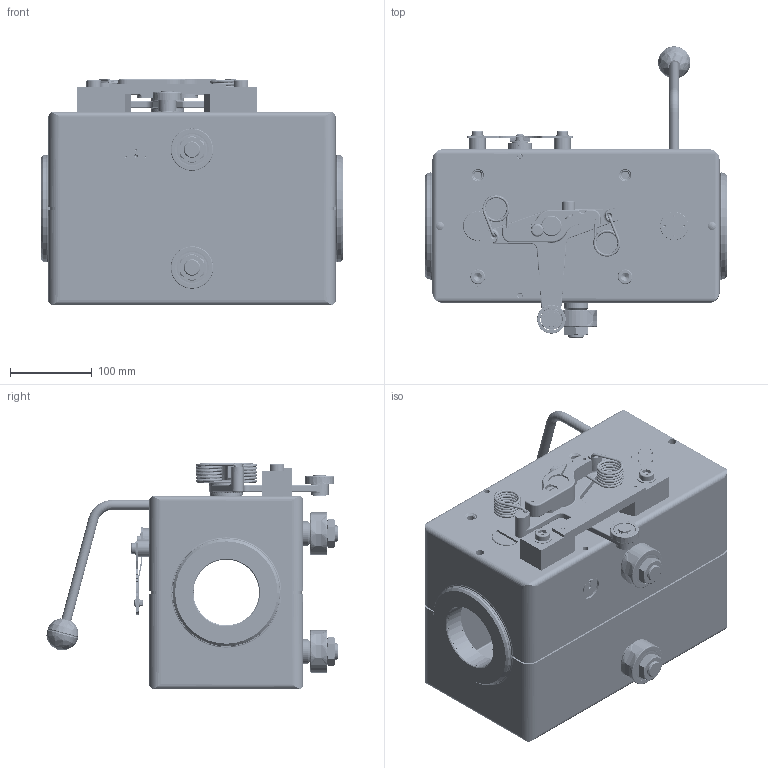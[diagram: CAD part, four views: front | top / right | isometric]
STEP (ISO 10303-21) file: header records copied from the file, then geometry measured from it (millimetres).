
FILE_DESCRIPTION (( 'STEP AP214' ), '1' );
FILE_NAME ('RG4-80-0MCRF Drehrichtung links.STEP', '2019-10-21T05:04:34', ( '' ), ( '' ), 'SwSTEP 2.0', 'SolidWorks 2019', '' );
FILE_SCHEMA (( 'AUTOMOTIVE_DESIGN' ));
Length unit declared in the file: millimetre
Products named in the file (1): RG4-80-0MCRF Drehrichtung links
Bounding box: 367.8 x 355.67 x 276.4 mm (x, y, z)
Volume: 5915993.4 mm3; surface area: 1296318.3 mm2
Topology: 154 solids, 154 shells, 5177 faces, 12829 edges, 7818 vertices
Faces by surface type: plane 1884, cylinder 1734, bspline 561, cone 460, torus 350, sphere 188
Entity records: 239092 total; most frequent: CARTESIAN_POINT 60711, DIRECTION 24962, ORIENTED_EDGE 24930, EDGE_CURVE 12465, AXIS2_PLACEMENT_3D 9419, VERTEX_POINT 7818, LINE 6124, VECTOR 6124
